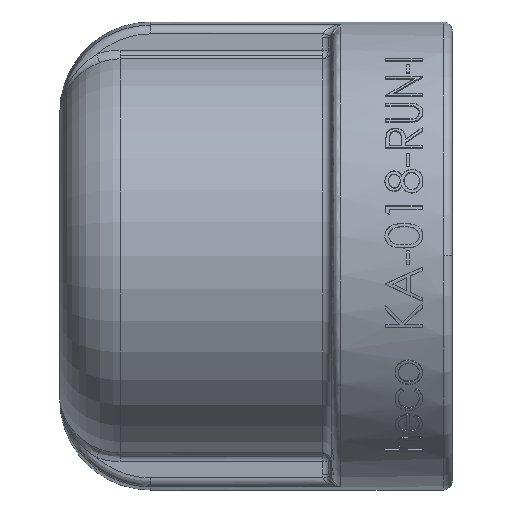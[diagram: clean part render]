
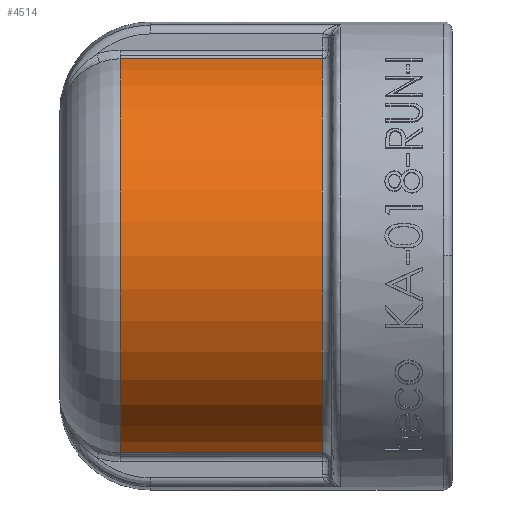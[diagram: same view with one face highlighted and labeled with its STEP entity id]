
A CAD part, top view. The second image highlights one B-rep face of the part: STEP entity #4514.
In plain terms, the highlighted cylindrical face has radius 6.75 mm (diameter 13.5 mm), a partial arc.
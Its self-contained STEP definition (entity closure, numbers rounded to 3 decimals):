
#160 = CARTESIAN_POINT ( 'NONE',  ( -0.8, -6.526, 1.723 ) ) ;
#513 = DIRECTION ( 'NONE',  ( 1., 0., 0. ) ) ;
#563 = CARTESIAN_POINT ( 'NONE',  ( -5., 0., 0. ) ) ;
#1550 = CARTESIAN_POINT ( 'NONE',  ( -5., -6.526, 1.723 ) ) ;
#2009 = AXIS2_PLACEMENT_3D ( 'NONE', #563, #513, #5584 ) ;
#2445 = EDGE_CURVE ( 'NONE', #13575, #5217, #10293, .T. ) ;
#2623 = VERTEX_POINT ( 'NONE', #12897 ) ;
#2921 = DIRECTION ( 'NONE',  ( 1., 0., 0. ) ) ;
#3476 = ORIENTED_EDGE ( 'NONE', *, *, #13928, .F. ) ;
#3568 = LINE ( 'NONE', #1550, #10149 ) ;
#4422 = VECTOR ( 'NONE', #2921, 1000. ) ;
#4514 = ADVANCED_FACE ( 'NONE', ( #12126 ), #14746, .T. ) ;
#4740 = CARTESIAN_POINT ( 'NONE',  ( -7.5, 0., 0. ) ) ;
#5217 = VERTEX_POINT ( 'NONE', #12038 ) ;
#5584 = DIRECTION ( 'NONE',  ( 0., 1., 0. ) ) ;
#6476 = EDGE_CURVE ( 'NONE', #5217, #2623, #16514, .T. ) ;
#6673 = DIRECTION ( 'NONE',  ( 0., -1., 0. ) ) ;
#6804 = ORIENTED_EDGE ( 'NONE', *, *, #6476, .F. ) ;
#7233 = DIRECTION ( 'NONE',  ( 0., 0., 1. ) ) ;
#8270 = ORIENTED_EDGE ( 'NONE', *, *, #2445, .F. ) ;
#8287 = AXIS2_PLACEMENT_3D ( 'NONE', #15648, #16964, #6673 ) ;
#8792 = EDGE_LOOP ( 'NONE', ( #3476, #10080, #6804, #8270 ) ) ;
#9082 = AXIS2_PLACEMENT_3D ( 'NONE', #4740, #16534, #7233 ) ;
#10080 = ORIENTED_EDGE ( 'NONE', *, *, #16739, .F. ) ;
#10149 = VECTOR ( 'NONE', #15947, 1000. ) ;
#10293 = CIRCLE ( 'NONE', #9082, 6.75 ) ;
#11325 = CIRCLE ( 'NONE', #8287, 6.75 ) ;
#12038 = CARTESIAN_POINT ( 'NONE',  ( -7.5, 6.526, 1.723 ) ) ;
#12126 = FACE_OUTER_BOUND ( 'NONE', #8792, .T. ) ;
#12897 = CARTESIAN_POINT ( 'NONE',  ( -0.8, 6.526, 1.723 ) ) ;
#13575 = VERTEX_POINT ( 'NONE', #13643 ) ;
#13643 = CARTESIAN_POINT ( 'NONE',  ( -7.5, -6.526, 1.723 ) ) ;
#13928 = EDGE_CURVE ( 'NONE', #16180, #13575, #3568, .T. ) ;
#14746 = CYLINDRICAL_SURFACE ( 'NONE', #2009, 6.75 ) ;
#14829 = CARTESIAN_POINT ( 'NONE',  ( -5., 6.526, 1.723 ) ) ;
#15648 = CARTESIAN_POINT ( 'NONE',  ( -0.8, 0., 0. ) ) ;
#15947 = DIRECTION ( 'NONE',  ( -1., 0., 0. ) ) ;
#16180 = VERTEX_POINT ( 'NONE', #160 ) ;
#16514 = LINE ( 'NONE', #14829, #4422 ) ;
#16534 = DIRECTION ( 'NONE',  ( -1., 0., 0. ) ) ;
#16739 = EDGE_CURVE ( 'NONE', #2623, #16180, #11325, .T. ) ;
#16964 = DIRECTION ( 'NONE',  ( 1., 0., 0. ) ) ;
